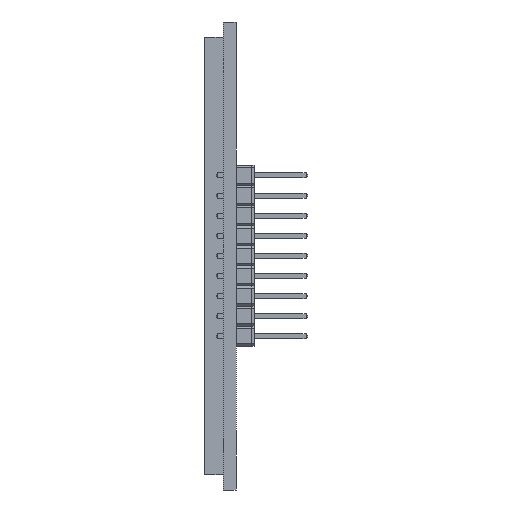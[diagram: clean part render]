
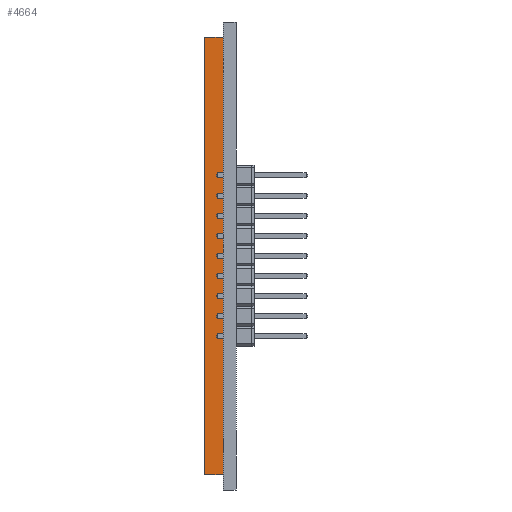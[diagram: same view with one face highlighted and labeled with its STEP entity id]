
A CAD part, left-side view. The second image highlights one B-rep face of the part: STEP entity #4664.
In plain terms, the highlighted planar face has unit normal (-1, 0, 0).
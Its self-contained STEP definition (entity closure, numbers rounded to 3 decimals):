
#98 = EDGE_CURVE ( 'NONE', #2877, #1901, #3922, .T. ) ;
#753 = DIRECTION ( 'NONE',  ( 0., 0., 1. ) ) ;
#1715 = EDGE_CURVE ( 'NONE', #3603, #11385, #7041, .T. ) ;
#1878 = VECTOR ( 'NONE', #8974, 1000. ) ;
#1901 = VERTEX_POINT ( 'NONE', #12573 ) ;
#2039 = ORIENTED_EDGE ( 'NONE', *, *, #98, .F. ) ;
#2822 = ORIENTED_EDGE ( 'NONE', *, *, #12644, .F. ) ;
#2877 = VERTEX_POINT ( 'NONE', #10632 ) ;
#3482 = CARTESIAN_POINT ( 'NONE',  ( -71.252, 19.454, -27.63 ) ) ;
#3603 = VERTEX_POINT ( 'NONE', #11644 ) ;
#3701 = CARTESIAN_POINT ( 'NONE',  ( -71.252, 19.454, -27.63 ) ) ;
#3922 = LINE ( 'NONE', #13280, #17411 ) ;
#4664 = ADVANCED_FACE ( 'NONE', ( #17243 ), #14231, .F. ) ;
#4829 = CARTESIAN_POINT ( 'NONE',  ( -71.252, 17.054, -27.63 ) ) ;
#7007 = VECTOR ( 'NONE', #9798, 1000. ) ;
#7041 = LINE ( 'NONE', #12503, #7007 ) ;
#7585 = EDGE_LOOP ( 'NONE', ( #12604, #2039, #2822, #15481 ) ) ;
#8974 = DIRECTION ( 'NONE',  ( 0., 0., 1. ) ) ;
#9113 = DIRECTION ( 'NONE',  ( 1., 0., 0. ) ) ;
#9798 = DIRECTION ( 'NONE',  ( 0., -1., 0. ) ) ;
#10632 = CARTESIAN_POINT ( 'NONE',  ( -71.252, 19.454, 27.63 ) ) ;
#11385 = VERTEX_POINT ( 'NONE', #12093 ) ;
#11644 = CARTESIAN_POINT ( 'NONE',  ( -71.252, 19.454, -27.63 ) ) ;
#11670 = DIRECTION ( 'NONE',  ( 0., 0., -1. ) ) ;
#12093 = CARTESIAN_POINT ( 'NONE',  ( -71.252, 17.054, -27.63 ) ) ;
#12503 = CARTESIAN_POINT ( 'NONE',  ( -71.252, 19.454, -27.63 ) ) ;
#12573 = CARTESIAN_POINT ( 'NONE',  ( -71.252, 17.054, 27.63 ) ) ;
#12604 = ORIENTED_EDGE ( 'NONE', *, *, #15677, .T. ) ;
#12644 = EDGE_CURVE ( 'NONE', #3603, #2877, #12940, .T. ) ;
#12940 = LINE ( 'NONE', #3482, #16828 ) ;
#13280 = CARTESIAN_POINT ( 'NONE',  ( -71.252, 19.454, 27.63 ) ) ;
#13456 = AXIS2_PLACEMENT_3D ( 'NONE', #3701, #9113, #11670 ) ;
#14231 = PLANE ( 'NONE',  #13456 ) ;
#15379 = LINE ( 'NONE', #4829, #1878 ) ;
#15481 = ORIENTED_EDGE ( 'NONE', *, *, #1715, .T. ) ;
#15677 = EDGE_CURVE ( 'NONE', #11385, #1901, #15379, .T. ) ;
#16828 = VECTOR ( 'NONE', #753, 1000. ) ;
#17243 = FACE_OUTER_BOUND ( 'NONE', #7585, .T. ) ;
#17411 = VECTOR ( 'NONE', #17540, 1000. ) ;
#17540 = DIRECTION ( 'NONE',  ( 0., -1., 0. ) ) ;
